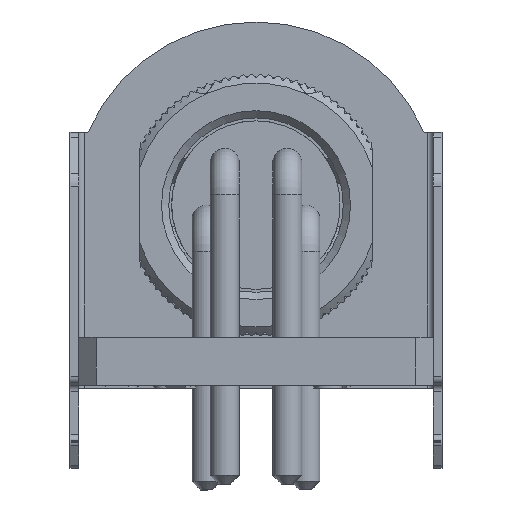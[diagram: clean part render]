
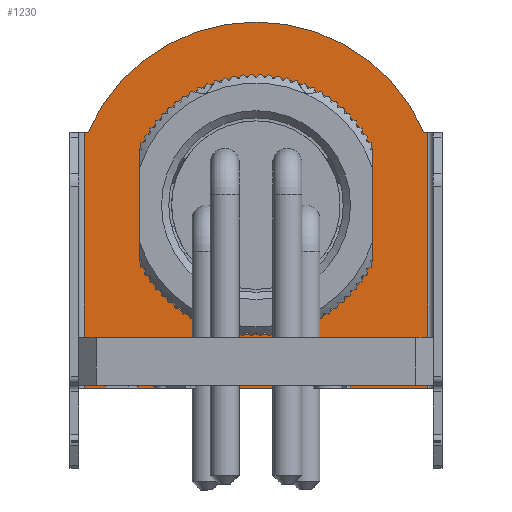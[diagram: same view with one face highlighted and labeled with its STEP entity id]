
A CAD part, front view. The second image highlights one B-rep face of the part: STEP entity #1230.
In plain terms, the highlighted planar face has unit normal (0, -1, 0).
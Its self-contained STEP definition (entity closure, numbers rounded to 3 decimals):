
#1230=ADVANCED_FACE('',(#4012,#4013),#1775,.T.);
#1775=PLANE('',#11561);
#2102=LINE('',#17721,#2889);
#2103=LINE('',#17726,#2890);
#2104=LINE('',#17729,#2891);
#2105=LINE('',#17732,#2892);
#2106=LINE('',#17734,#2893);
#2107=LINE('',#17738,#2894);
#2108=LINE('',#17740,#2895);
#2889=VECTOR('',#12837,1.);
#2890=VECTOR('',#12840,1.);
#2891=VECTOR('',#12843,1.);
#2892=VECTOR('',#12844,1.);
#2893=VECTOR('',#12845,1.);
#2894=VECTOR('',#12848,1.);
#2895=VECTOR('',#12849,1.);
#3593=CIRCLE('',#11558,4.45);
#3594=CIRCLE('',#11559,4.45);
#3595=CIRCLE('',#11560,6.3);
#4012=FACE_BOUND('',#4240,.T.);
#4013=FACE_BOUND('',#4241,.T.);
#4240=EDGE_LOOP('',(#5378,#5379,#5380,#5381));
#4241=EDGE_LOOP('',(#5382,#5383,#5384,#5385,#5386,#5387));
#5378=ORIENTED_EDGE('',*,*,#9538,.F.);
#5379=ORIENTED_EDGE('',*,*,#9539,.F.);
#5380=ORIENTED_EDGE('',*,*,#9540,.F.);
#5381=ORIENTED_EDGE('',*,*,#9541,.F.);
#5382=ORIENTED_EDGE('',*,*,#9542,.T.);
#5383=ORIENTED_EDGE('',*,*,#9543,.T.);
#5384=ORIENTED_EDGE('',*,*,#9544,.T.);
#5385=ORIENTED_EDGE('',*,*,#9545,.T.);
#5386=ORIENTED_EDGE('',*,*,#9546,.T.);
#5387=ORIENTED_EDGE('',*,*,#9547,.T.);
#8315=VERTEX_POINT('',#17722);
#8316=VERTEX_POINT('',#17723);
#8317=VERTEX_POINT('',#17725);
#8318=VERTEX_POINT('',#17727);
#8319=VERTEX_POINT('',#17730);
#8320=VERTEX_POINT('',#17731);
#8321=VERTEX_POINT('',#17733);
#8322=VERTEX_POINT('',#17735);
#8323=VERTEX_POINT('',#17737);
#8324=VERTEX_POINT('',#17739);
#9538=EDGE_CURVE('',#8315,#8316,#2102,.T.);
#9539=EDGE_CURVE('',#8317,#8315,#3593,.T.);
#9540=EDGE_CURVE('',#8318,#8317,#2103,.T.);
#9541=EDGE_CURVE('',#8316,#8318,#3594,.T.);
#9542=EDGE_CURVE('',#8319,#8320,#2104,.T.);
#9543=EDGE_CURVE('',#8320,#8321,#2105,.T.);
#9544=EDGE_CURVE('',#8321,#8322,#2106,.T.);
#9545=EDGE_CURVE('',#8322,#8323,#3595,.T.);
#9546=EDGE_CURVE('',#8323,#8324,#2107,.T.);
#9547=EDGE_CURVE('',#8324,#8319,#2108,.T.);
#11558=AXIS2_PLACEMENT_3D('',#17724,#12838,#12839);
#11559=AXIS2_PLACEMENT_3D('',#17728,#12841,#12842);
#11560=AXIS2_PLACEMENT_3D('',#17736,#12846,#12847);
#11561=AXIS2_PLACEMENT_3D('',#17741,#12850,#12851);
#12837=DIRECTION('',(0.,0.,1.));
#12838=DIRECTION('',(0.,-1.,0.));
#12839=DIRECTION('',(-1.,0.,0.));
#12840=DIRECTION('',(0.,0.,-1.));
#12841=DIRECTION('',(0.,-1.,0.));
#12842=DIRECTION('',(-1.,0.,0.));
#12843=DIRECTION('',(1.,0.,0.));
#12844=DIRECTION('',(0.,0.,1.));
#12845=DIRECTION('',(-1.,0.,0.));
#12846=DIRECTION('',(0.,-1.,0.));
#12847=DIRECTION('',(-1.,0.,0.));
#12848=DIRECTION('',(-1.,0.,0.));
#12849=DIRECTION('',(0.,0.,-1.));
#12850=DIRECTION('',(0.,-1.,0.));
#12851=DIRECTION('',(1.,0.,0.));
#17721=CARTESIAN_POINT('',(2.809,-3.05,0.112));
#17722=CARTESIAN_POINT('',(2.809,-3.05,0.112));
#17723=CARTESIAN_POINT('',(2.809,-3.05,4.012));
#17724=CARTESIAN_POINT('',(-1.191,-3.05,2.062));
#17725=CARTESIAN_POINT('',(-5.191,-3.05,0.112));
#17726=CARTESIAN_POINT('',(-5.191,-3.05,4.012));
#17727=CARTESIAN_POINT('',(-5.191,-3.05,4.012));
#17728=CARTESIAN_POINT('',(-1.191,-3.05,2.062));
#17729=CARTESIAN_POINT('',(-7.591,-3.05,-4.238));
#17730=CARTESIAN_POINT('',(-7.091,-3.05,-4.238));
#17731=CARTESIAN_POINT('',(4.709,-3.05,-4.238));
#17732=CARTESIAN_POINT('',(4.709,-3.05,2.062));
#17733=CARTESIAN_POINT('',(4.709,-3.05,4.563));
#17734=CARTESIAN_POINT('',(5.209,-3.05,4.563));
#17735=CARTESIAN_POINT('',(4.592,-3.05,4.563));
#17736=CARTESIAN_POINT('',(-1.191,-3.05,2.062));
#17737=CARTESIAN_POINT('',(-6.974,-3.05,4.562));
#17738=CARTESIAN_POINT('',(-6.974,-3.05,4.562));
#17739=CARTESIAN_POINT('',(-7.091,-3.05,4.562));
#17740=CARTESIAN_POINT('',(-7.091,-3.05,-4.238));
#17741=CARTESIAN_POINT('',(-1.191,-3.05,2.062));
